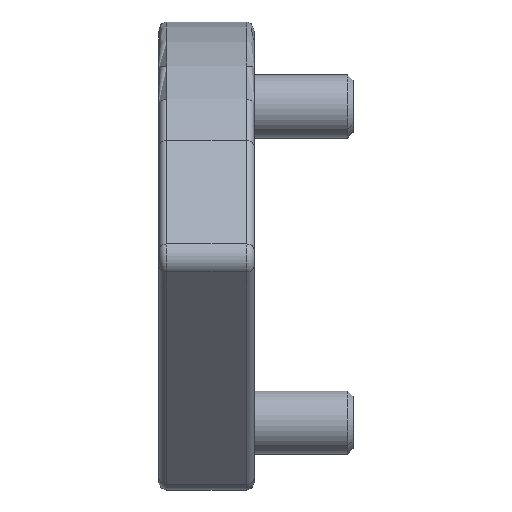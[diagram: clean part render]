
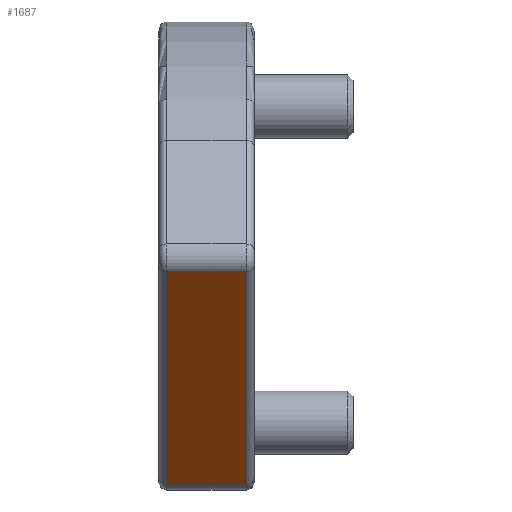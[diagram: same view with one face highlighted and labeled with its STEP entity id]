
A CAD part, left-side view. The second image highlights one B-rep face of the part: STEP entity #1687.
In plain terms, the highlighted planar face has unit normal (-0.707, 0, -0.707).
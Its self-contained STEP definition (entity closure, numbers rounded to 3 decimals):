
#110 = ORIENTED_EDGE ( 'NONE', *, *, #1308, .T. ) ;
#132 = ORIENTED_EDGE ( 'NONE', *, *, #4645, .T. ) ;
#206 = LINE ( 'NONE', #3640, #1042 ) ;
#329 = CARTESIAN_POINT ( 'NONE',  ( -22.357, -1., 0.732 ) ) ;
#657 = VERTEX_POINT ( 'NONE', #2633 ) ;
#709 = EDGE_LOOP ( 'NONE', ( #2231, #110, #2951, #132 ) ) ;
#858 = CARTESIAN_POINT ( 'NONE',  ( -22.357, -11., 0.732 ) ) ;
#880 = CARTESIAN_POINT ( 'NONE',  ( -22.357, -1., 0.732 ) ) ;
#1042 = VECTOR ( 'NONE', #3140, 1000. ) ;
#1123 = FACE_OUTER_BOUND ( 'NONE', #709, .T. ) ;
#1308 = EDGE_CURVE ( 'NONE', #3442, #657, #206, .T. ) ;
#1360 = EDGE_CURVE ( 'NONE', #4804, #3442, #2785, .T. ) ;
#1687 = ADVANCED_FACE ( 'NONE', ( #1123 ), #4320, .F. ) ;
#2109 = DIRECTION ( 'NONE',  ( 0.707, 0., -0.707 ) ) ;
#2164 = VECTOR ( 'NONE', #5261, 1000. ) ;
#2201 = LINE ( 'NONE', #880, #2164 ) ;
#2231 = ORIENTED_EDGE ( 'NONE', *, *, #1360, .T. ) ;
#2386 = DIRECTION ( 'NONE',  ( 0., -1., 0. ) ) ;
#2541 = EDGE_CURVE ( 'NONE', #5406, #657, #3278, .T. ) ;
#2543 = DIRECTION ( 'NONE',  ( 0.707, 0., 0.707 ) ) ;
#2633 = CARTESIAN_POINT ( 'NONE',  ( -49.144, -11., 27.519 ) ) ;
#2785 = LINE ( 'NONE', #5047, #3050 ) ;
#2951 = ORIENTED_EDGE ( 'NONE', *, *, #2541, .F. ) ;
#3050 = VECTOR ( 'NONE', #2386, 1000. ) ;
#3140 = DIRECTION ( 'NONE',  ( -0.707, 0., 0.707 ) ) ;
#3278 = LINE ( 'NONE', #5015, #4758 ) ;
#3313 = CARTESIAN_POINT ( 'NONE',  ( -49.144, -1., 27.519 ) ) ;
#3442 = VERTEX_POINT ( 'NONE', #858 ) ;
#3640 = CARTESIAN_POINT ( 'NONE',  ( -22.357, -11., 0.732 ) ) ;
#4040 = AXIS2_PLACEMENT_3D ( 'NONE', #4766, #2543, #2109 ) ;
#4320 = PLANE ( 'NONE',  #4040 ) ;
#4645 = EDGE_CURVE ( 'NONE', #5406, #4804, #2201, .T. ) ;
#4758 = VECTOR ( 'NONE', #5079, 1000. ) ;
#4766 = CARTESIAN_POINT ( 'NONE',  ( -22.357, 0., 0.732 ) ) ;
#4804 = VERTEX_POINT ( 'NONE', #329 ) ;
#5015 = CARTESIAN_POINT ( 'NONE',  ( -49.144, 0., 27.519 ) ) ;
#5047 = CARTESIAN_POINT ( 'NONE',  ( -22.357, 0., 0.732 ) ) ;
#5079 = DIRECTION ( 'NONE',  ( 0., -1., 0. ) ) ;
#5261 = DIRECTION ( 'NONE',  ( 0.707, 0., -0.707 ) ) ;
#5406 = VERTEX_POINT ( 'NONE', #3313 ) ;
